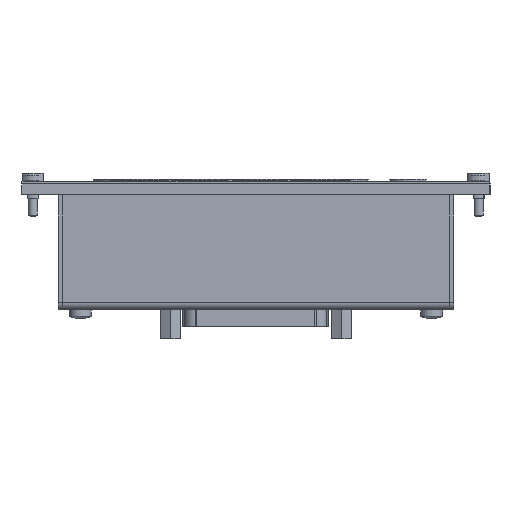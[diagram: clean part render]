
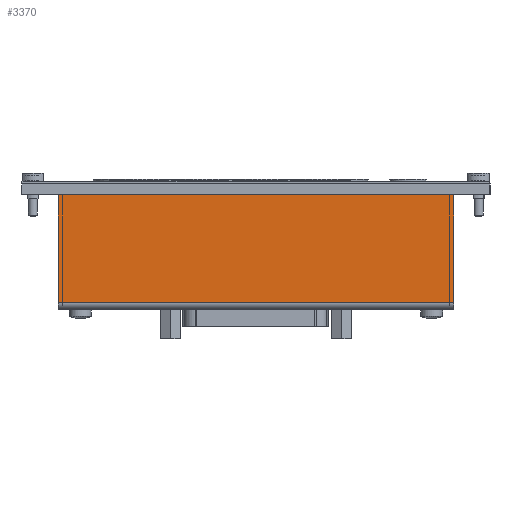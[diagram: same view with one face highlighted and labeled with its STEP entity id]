
A CAD part, left-side view. The second image highlights one B-rep face of the part: STEP entity #3370.
In plain terms, the highlighted planar face has unit normal (-1, 0, 0).
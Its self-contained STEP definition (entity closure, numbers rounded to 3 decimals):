
#1990=LINE('',#10667,#2461);
#1996=LINE('',#10685,#2467);
#1998=LINE('',#10690,#2469);
#1999=LINE('',#10691,#2470);
#2461=VECTOR('',#8896,1.);
#2467=VECTOR('',#8912,1.);
#2469=VECTOR('',#8918,1.);
#2470=VECTOR('',#8919,1.);
#2843=PLANE('',#7557);
#3082=FACE_OUTER_BOUND('',#4012,.T.);
#3370=ADVANCED_FACE('',(#3082),#2843,.F.);
#4012=EDGE_LOOP('',(#5251,#5252,#5253,#5254));
#5251=ORIENTED_EDGE('',*,*,#6749,.T.);
#5252=ORIENTED_EDGE('',*,*,#6752,.T.);
#5253=ORIENTED_EDGE('',*,*,#6740,.F.);
#5254=ORIENTED_EDGE('',*,*,#6753,.F.);
#6059=VERTEX_POINT('',#10668);
#6060=VERTEX_POINT('',#10669);
#6065=VERTEX_POINT('',#10684);
#6066=VERTEX_POINT('',#10686);
#6740=EDGE_CURVE('',#6059,#6060,#1990,.T.);
#6749=EDGE_CURVE('',#6066,#6065,#1996,.T.);
#6752=EDGE_CURVE('',#6065,#6060,#1998,.T.);
#6753=EDGE_CURVE('',#6066,#6059,#1999,.T.);
#7557=AXIS2_PLACEMENT_3D('',#10692,#8920,#8921);
#8896=DIRECTION('',(0.,0.,-1.));
#8912=DIRECTION('',(0.,0.,-1.));
#8918=DIRECTION('',(0.,-1.,0.));
#8919=DIRECTION('',(0.,-1.,0.));
#8920=DIRECTION('',(1.,0.,0.));
#8921=DIRECTION('',(0.,0.,-1.));
#10667=CARTESIAN_POINT('',(-188.121,-70.969,31.6));
#10668=CARTESIAN_POINT('',(-188.121,-70.969,31.6));
#10669=CARTESIAN_POINT('',(-188.121,-70.969,2.));
#10684=CARTESIAN_POINT('',(-188.121,37.631,2.));
#10685=CARTESIAN_POINT('',(-188.121,37.631,31.6));
#10686=CARTESIAN_POINT('',(-188.121,37.631,31.6));
#10690=CARTESIAN_POINT('',(-188.121,37.631,2.));
#10691=CARTESIAN_POINT('',(-188.121,37.631,31.6));
#10692=CARTESIAN_POINT('',(-188.121,37.631,31.6));
